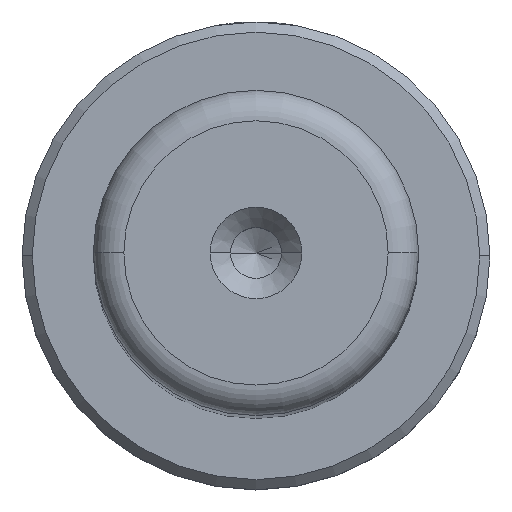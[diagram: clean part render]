
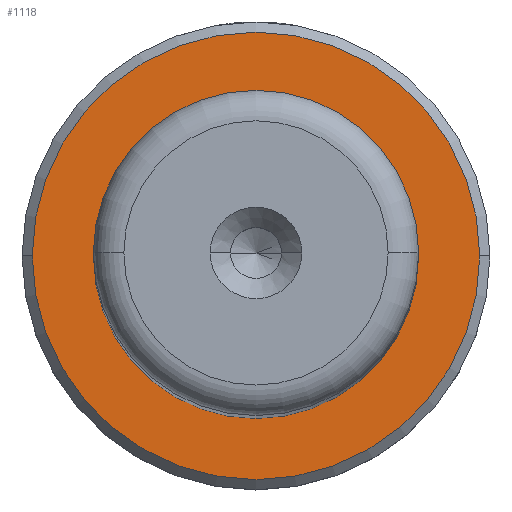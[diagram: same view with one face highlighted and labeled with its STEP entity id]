
A CAD part, top view. The second image highlights one B-rep face of the part: STEP entity #1118.
In plain terms, the highlighted planar face has unit normal (0, 0, 1).
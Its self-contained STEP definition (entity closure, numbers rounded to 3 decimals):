
#245 = CARTESIAN_POINT ( 'NONE',  ( 0., 0., 15. ) ) ;
#256 = ORIENTED_EDGE ( 'NONE', *, *, #400, .T. ) ;
#292 = CARTESIAN_POINT ( 'NONE',  ( 0., 0., 15. ) ) ;
#400 = EDGE_CURVE ( 'NONE', #1419, #1840, #1929, .T. ) ;
#403 = DIRECTION ( 'NONE',  ( -1., 0., 0. ) ) ;
#441 = CARTESIAN_POINT ( 'NONE',  ( 0., 0., 15. ) ) ;
#454 = FACE_OUTER_BOUND ( 'NONE', #464, .T. ) ;
#458 = ORIENTED_EDGE ( 'NONE', *, *, #1361, .T. ) ;
#460 = AXIS2_PLACEMENT_3D ( 'NONE', #245, #1353, #403 ) ;
#464 = EDGE_LOOP ( 'NONE', ( #256, #1137 ) ) ;
#512 = CIRCLE ( 'NONE', #460, 7.495 ) ;
#526 = CARTESIAN_POINT ( 'NONE',  ( 0., 0., 15. ) ) ;
#586 = EDGE_LOOP ( 'NONE', ( #1904, #458 ) ) ;
#588 = AXIS2_PLACEMENT_3D ( 'NONE', #292, #1252, #615 ) ;
#599 = DIRECTION ( 'NONE',  ( 1., 0., 0. ) ) ;
#615 = DIRECTION ( 'NONE',  ( 1., 0., 0. ) ) ;
#692 = DIRECTION ( 'NONE',  ( 1., 0., 0. ) ) ;
#807 = CARTESIAN_POINT ( 'NONE',  ( -11., 0., 15. ) ) ;
#892 = FACE_BOUND ( 'NONE', #586, .T. ) ;
#949 = CARTESIAN_POINT ( 'NONE',  ( 0., 0., 15. ) ) ;
#1103 = DIRECTION ( 'NONE',  ( -1., 0., 0. ) ) ;
#1118 = ADVANCED_FACE ( 'NONE', ( #454, #892 ), #1569, .T. ) ;
#1137 = ORIENTED_EDGE ( 'NONE', *, *, #2058, .T. ) ;
#1230 = AXIS2_PLACEMENT_3D ( 'NONE', #526, #1639, #692 ) ;
#1252 = DIRECTION ( 'NONE',  ( 0., 0., 1. ) ) ;
#1353 = DIRECTION ( 'NONE',  ( 0., 0., -1. ) ) ;
#1361 = EDGE_CURVE ( 'NONE', #1989, #1727, #1740, .T. ) ;
#1419 = VERTEX_POINT ( 'NONE', #807 ) ;
#1535 = AXIS2_PLACEMENT_3D ( 'NONE', #441, #1547, #599 ) ;
#1537 = CARTESIAN_POINT ( 'NONE',  ( 7.495, 0., 15. ) ) ;
#1547 = DIRECTION ( 'NONE',  ( 0., 0., 1. ) ) ;
#1569 = PLANE ( 'NONE',  #588 ) ;
#1639 = DIRECTION ( 'NONE',  ( 0., 0., 1. ) ) ;
#1695 = CARTESIAN_POINT ( 'NONE',  ( -7.495, 0., 15. ) ) ;
#1727 = VERTEX_POINT ( 'NONE', #1695 ) ;
#1740 = CIRCLE ( 'NONE', #1979, 7.495 ) ;
#1804 = CARTESIAN_POINT ( 'NONE',  ( 11., 0., 15. ) ) ;
#1840 = VERTEX_POINT ( 'NONE', #1804 ) ;
#1871 = EDGE_CURVE ( 'NONE', #1727, #1989, #512, .T. ) ;
#1904 = ORIENTED_EDGE ( 'NONE', *, *, #1871, .T. ) ;
#1909 = CIRCLE ( 'NONE', #1535, 11. ) ;
#1929 = CIRCLE ( 'NONE', #1230, 11. ) ;
#1979 = AXIS2_PLACEMENT_3D ( 'NONE', #949, #2068, #1103 ) ;
#1989 = VERTEX_POINT ( 'NONE', #1537 ) ;
#2058 = EDGE_CURVE ( 'NONE', #1840, #1419, #1909, .T. ) ;
#2068 = DIRECTION ( 'NONE',  ( 0., 0., -1. ) ) ;
